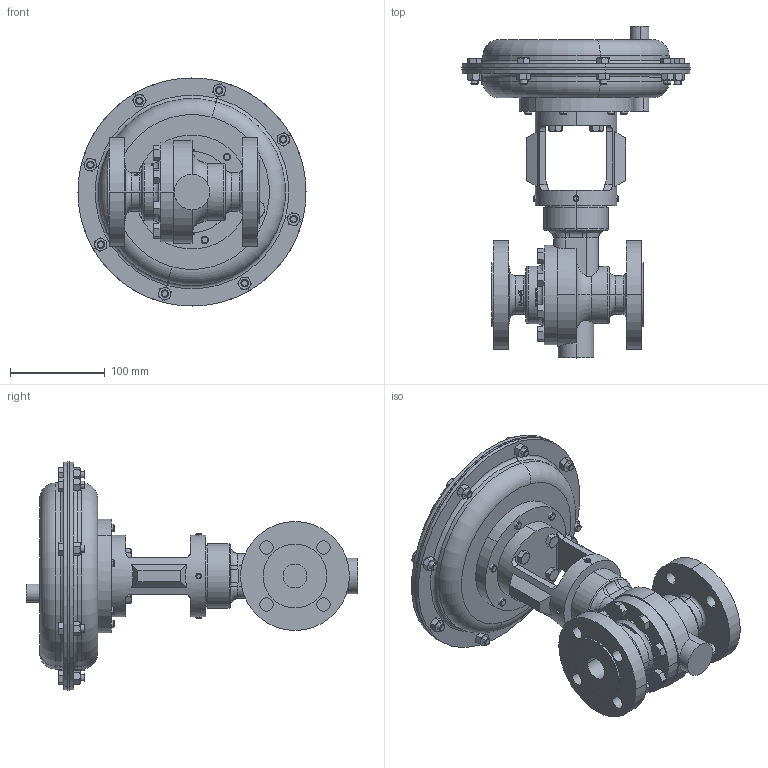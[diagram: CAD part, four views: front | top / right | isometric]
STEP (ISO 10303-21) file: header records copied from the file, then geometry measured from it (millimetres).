
FILE_DESCRIPTION (( 'STEP AP203' ), '1' );
FILE_NAME ('70-100-CS+S6-I8-35M.STEP', '2017-08-30T16:38:50', ( '' ), ( '' ), 'SwSTEP 2.0', 'SolidWorks 2014', '' );
FILE_SCHEMA (( 'CONFIG_CONTROL_DESIGN' ));
Products named in the file (1): 70-100-CS+S6-I8-35M
Bounding box: 240.92 x 350.56 x 240.92 mm (x, y, z)
Volume: 3882601.7 mm3; surface area: 554810.6 mm2
Topology: 47 solids, 47 shells, 1059 faces, 2337 edges, 1427 vertices
Faces by surface type: plane 410, cone 332, cylinder 170, bspline 118, torus 29
Entity records: 48586 total; most frequent: CARTESIAN_POINT 26664, ORIENTED_EDGE 4658, DIRECTION 4129, EDGE_CURVE 2329, AXIS2_PLACEMENT_3D 1632, VERTEX_POINT 1427, EDGE_LOOP 1140, FACE_OUTER_BOUND 1059
